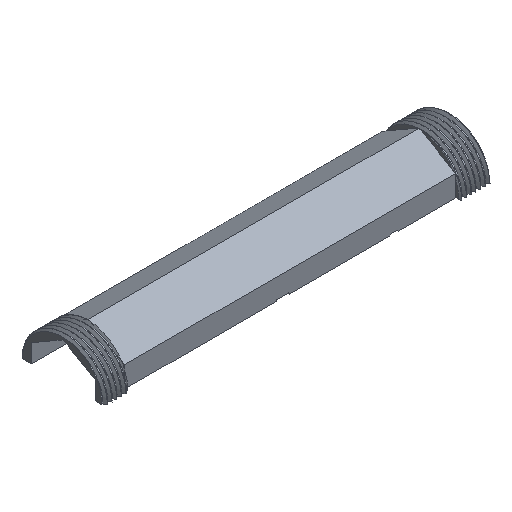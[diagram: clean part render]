
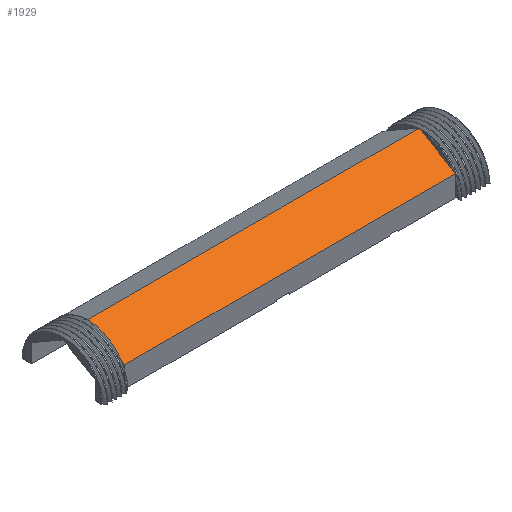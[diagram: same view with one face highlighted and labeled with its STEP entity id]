
A CAD part, isometric view. The second image highlights one B-rep face of the part: STEP entity #1929.
In plain terms, the highlighted planar face has unit normal (0, -0.5, 0.866).
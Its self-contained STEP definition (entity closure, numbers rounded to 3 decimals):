
#295=FACE_OUTER_BOUND('',#400,.T.);
#400=EDGE_LOOP('',(#1701,#1702,#1703,#1704,#1705,#1706,#1707,#1708));
#506=LINE('',#2960,#661);
#546=LINE('',#5618,#701);
#558=LINE('',#5648,#713);
#559=LINE('',#5651,#714);
#562=LINE('',#5681,#717);
#563=LINE('',#5683,#718);
#564=LINE('',#5684,#719);
#565=LINE('',#5685,#720);
#661=VECTOR('',#2153,10.);
#701=VECTOR('',#2301,10.);
#713=VECTOR('',#2333,10.);
#714=VECTOR('',#2336,10.);
#717=VECTOR('',#2349,10.);
#718=VECTOR('',#2352,10.);
#719=VECTOR('',#2353,10.);
#720=VECTOR('',#2354,10.);
#866=VERTEX_POINT('',#2957);
#867=VERTEX_POINT('',#2959);
#876=VERTEX_POINT('',#3287);
#878=VERTEX_POINT('',#3772);
#894=VERTEX_POINT('',#4357);
#901=VERTEX_POINT('',#5319);
#918=VERTEX_POINT('',#5646);
#919=VERTEX_POINT('',#5650);
#1058=EDGE_CURVE('',#866,#867,#506,.T.);
#1176=EDGE_CURVE('',#876,#878,#546,.T.);
#1192=EDGE_CURVE('',#878,#918,#558,.T.);
#1193=EDGE_CURVE('',#919,#894,#559,.T.);
#1197=EDGE_CURVE('',#867,#876,#562,.T.);
#1198=EDGE_CURVE('',#919,#918,#563,.T.);
#1199=EDGE_CURVE('',#866,#901,#564,.T.);
#1200=EDGE_CURVE('',#901,#894,#565,.T.);
#1701=ORIENTED_EDGE('',*,*,#1193,.F.);
#1702=ORIENTED_EDGE('',*,*,#1198,.T.);
#1703=ORIENTED_EDGE('',*,*,#1192,.F.);
#1704=ORIENTED_EDGE('',*,*,#1176,.F.);
#1705=ORIENTED_EDGE('',*,*,#1197,.F.);
#1706=ORIENTED_EDGE('',*,*,#1058,.F.);
#1707=ORIENTED_EDGE('',*,*,#1199,.T.);
#1708=ORIENTED_EDGE('',*,*,#1200,.T.);
#1831=PLANE('',#2031);
#1929=ADVANCED_FACE('',(#295),#1831,.T.);
#2031=AXIS2_PLACEMENT_3D('',#5682,#2350,#2351);
#2153=DIRECTION('',(-1.,0.,0.));
#2301=DIRECTION('',(0.,0.866,0.5));
#2333=DIRECTION('',(0.,0.866,0.5));
#2336=DIRECTION('',(0.,-0.866,-0.5));
#2349=DIRECTION('',(0.,0.866,0.5));
#2350=DIRECTION('center_axis',(0.,-0.5,0.866));
#2351=DIRECTION('ref_axis',(0.,0.866,0.5));
#2352=DIRECTION('',(-1.,0.,0.));
#2353=DIRECTION('',(0.,0.866,0.5));
#2354=DIRECTION('',(0.,0.866,0.5));
#2957=CARTESIAN_POINT('',(41.05,89.806,10.755));
#2959=CARTESIAN_POINT('',(-64.85,89.806,10.755));
#2960=CARTESIAN_POINT('',(50.15,89.806,10.755));
#3287=CARTESIAN_POINT('',(-64.85,90.926,11.402));
#3772=CARTESIAN_POINT('',(-64.85,101.087,17.268));
#4357=CARTESIAN_POINT('',(41.05,101.087,17.268));
#5319=CARTESIAN_POINT('',(41.05,90.926,11.402));
#5618=CARTESIAN_POINT('',(-64.85,92.656,12.4));
#5646=CARTESIAN_POINT('',(-64.85,101.506,17.51));
#5648=CARTESIAN_POINT('',(-64.85,92.656,12.4));
#5650=CARTESIAN_POINT('',(41.05,101.506,17.51));
#5651=CARTESIAN_POINT('',(41.05,92.656,12.4));
#5681=CARTESIAN_POINT('',(-64.85,92.656,12.4));
#5682=CARTESIAN_POINT('Origin',(50.15,89.656,10.668));
#5683=CARTESIAN_POINT('',(-34.85,101.506,17.51));
#5684=CARTESIAN_POINT('',(41.05,92.656,12.4));
#5685=CARTESIAN_POINT('',(41.05,92.656,12.4));
